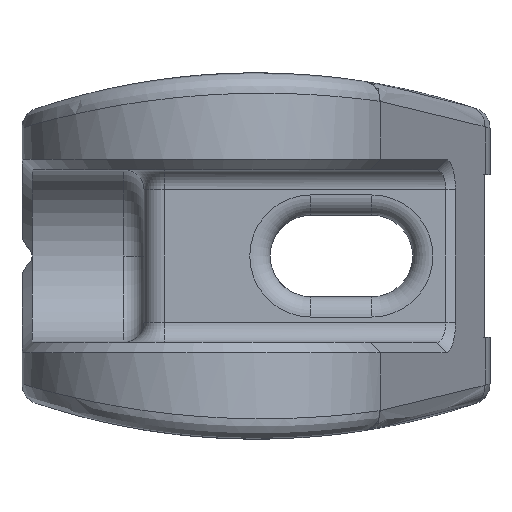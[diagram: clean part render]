
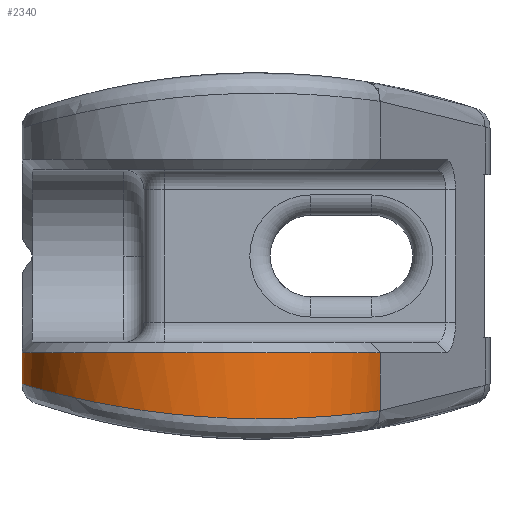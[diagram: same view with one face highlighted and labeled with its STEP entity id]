
A CAD part, front view. The second image highlights one B-rep face of the part: STEP entity #2340.
In plain terms, the highlighted cylindrical face has radius 9 mm (diameter 18 mm), a partial arc.
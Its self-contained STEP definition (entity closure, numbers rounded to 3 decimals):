
#112 = ORIENTED_EDGE ( 'NONE', *, *, #8165, .F. ) ;
#158 = EDGE_LOOP ( 'NONE', ( #112, #2709, #5292, #2591 ) ) ;
#162 = EDGE_CURVE ( 'NONE', #4898, #3907, #4652, .T. ) ;
#387 = CARTESIAN_POINT ( 'NONE',  ( -14.978, -26.27, 2.046 ) ) ;
#507 = DIRECTION ( 'NONE',  ( 0., 0., -1. ) ) ;
#878 = CARTESIAN_POINT ( 'NONE',  ( -16.748, -23.642, 2.495 ) ) ;
#1179 = CARTESIAN_POINT ( 'NONE',  ( -3.283, -27.353, 1.067 ) ) ;
#1222 = CARTESIAN_POINT ( 'NONE',  ( -1.534, -25.705, 1.206 ) ) ;
#1318 = AXIS2_PLACEMENT_3D ( 'NONE', #6601, #7173, #7966 ) ;
#1542 = CARTESIAN_POINT ( 'NONE',  ( -8.831, -29.01, 1.115 ) ) ;
#1676 = CARTESIAN_POINT ( 'NONE',  ( -17.5, -20., 2.712 ) ) ;
#1708 = CARTESIAN_POINT ( 'NONE',  ( -15.496, -25.668, 2.17 ) ) ;
#1752 = CARTESIAN_POINT ( 'NONE',  ( -4.672, -28.15, 1.012 ) ) ;
#1833 = CARTESIAN_POINT ( 'NONE',  ( -2.857, -27.032, 1.094 ) ) ;
#1987 = DIRECTION ( 'NONE',  ( 0., 0., -1. ) ) ;
#2332 = CARTESIAN_POINT ( 'NONE',  ( -17.11, -22.633, 2.598 ) ) ;
#2340 = ADVANCED_FACE ( 'NONE', ( #3204 ), #6007, .T. ) ;
#2374 = CARTESIAN_POINT ( 'NONE',  ( -17.028, -22.889, 2.574 ) ) ;
#2390 = VECTOR ( 'NONE', #1987, 1000. ) ;
#2417 = CARTESIAN_POINT ( 'NONE',  ( -16.116, -24.803, 2.326 ) ) ;
#2462 = CARTESIAN_POINT ( 'NONE',  ( -3.961, -27.776, 1.035 ) ) ;
#2506 = CARTESIAN_POINT ( 'NONE',  ( -0.759, -24.623, 1.291 ) ) ;
#2591 = ORIENTED_EDGE ( 'NONE', *, *, #3182, .T. ) ;
#2623 = CARTESIAN_POINT ( 'NONE',  ( 0.1, -22.653, 18. ) ) ;
#2709 = ORIENTED_EDGE ( 'NONE', *, *, #6048, .T. ) ;
#2893 = CARTESIAN_POINT ( 'NONE',  ( 0.1, -22.653, 4.25 ) ) ;
#2916 = CARTESIAN_POINT ( 'NONE',  ( -12.417, -28.12, 1.543 ) ) ;
#2998 = CARTESIAN_POINT ( 'NONE',  ( -17.5, -20.54, 2.712 ) ) ;
#3011 = CIRCLE ( 'NONE', #1318, 9. ) ;
#3151 = CARTESIAN_POINT ( 'NONE',  ( -17.5, -20., 4.25 ) ) ;
#3182 = EDGE_CURVE ( 'NONE', #3907, #3892, #8325, .T. ) ;
#3191 = CARTESIAN_POINT ( 'NONE',  ( -17.5, -20., 18. ) ) ;
#3204 = FACE_OUTER_BOUND ( 'NONE', #158, .T. ) ;
#3218 = CARTESIAN_POINT ( 'NONE',  ( -0.263, -23.666, 1.353 ) ) ;
#3261 = CARTESIAN_POINT ( 'NONE',  ( -0.059, -23.169, 1.38 ) ) ;
#3297 = CARTESIAN_POINT ( 'NONE',  ( -8.5, -20., 18. ) ) ;
#3579 = CARTESIAN_POINT ( 'NONE',  ( -11.936, -28.335, 1.467 ) ) ;
#3746 = CARTESIAN_POINT ( 'NONE',  ( -10.934, -28.681, 1.328 ) ) ;
#3786 = CARTESIAN_POINT ( 'NONE',  ( -6.178, -28.712, 1. ) ) ;
#3892 = VERTEX_POINT ( 'NONE', #6430 ) ;
#3907 = VERTEX_POINT ( 'NONE', #1676 ) ;
#4031 = VECTOR ( 'NONE', #507, 1000. ) ;
#4369 = CARTESIAN_POINT ( 'NONE',  ( -15.971, -25.025, 2.288 ) ) ;
#4413 = CARTESIAN_POINT ( 'NONE',  ( -14.601, -26.637, 1.961 ) ) ;
#4652 = LINE ( 'NONE', #3191, #2390 ) ;
#4720 = VERTEX_POINT ( 'NONE', #2893 ) ;
#4898 = VERTEX_POINT ( 'NONE', #3151 ) ;
#5113 = CARTESIAN_POINT ( 'NONE',  ( -13.34, -27.606, 1.705 ) ) ;
#5292 = ORIENTED_EDGE ( 'NONE', *, *, #162, .T. ) ;
#5617 = CARTESIAN_POINT ( 'NONE',  ( -7.223, -28.925, 1.025 ) ) ;
#5702 = CARTESIAN_POINT ( 'NONE',  ( -17.452, -21.072, 2.697 ) ) ;
#5784 = CARTESIAN_POINT ( 'NONE',  ( -9.36, -28.975, 1.158 ) ) ;
#5880 = CARTESIAN_POINT ( 'NONE',  ( -5.667, -28.559, 0.997 ) ) ;
#5913 = DIRECTION ( 'NONE',  ( 0., 0., -1. ) ) ;
#5968 = CARTESIAN_POINT ( 'NONE',  ( -4.919, -28.261, 1.006 ) ) ;
#6007 = CYLINDRICAL_SURFACE ( 'NONE', #7517, 9. ) ;
#6048 = EDGE_CURVE ( 'NONE', #4720, #4898, #3011, .T. ) ;
#6292 = CARTESIAN_POINT ( 'NONE',  ( -7.763, -28.986, 1.048 ) ) ;
#6430 = CARTESIAN_POINT ( 'NONE',  ( 0.1, -22.653, 1.403 ) ) ;
#6458 = CARTESIAN_POINT ( 'NONE',  ( -10.41, -28.811, 1.264 ) ) ;
#6499 = CARTESIAN_POINT ( 'NONE',  ( -1.705, -25.908, 1.19 ) ) ;
#6596 = CARTESIAN_POINT ( 'NONE',  ( -1.047, -25.073, 1.257 ) ) ;
#6601 = CARTESIAN_POINT ( 'NONE',  ( -8.5, -20., 4.25 ) ) ;
#6712 = LINE ( 'NONE', #2623, #4031 ) ;
#7125 = CARTESIAN_POINT ( 'NONE',  ( -13.784, -27.304, 1.791 ) ) ;
#7173 = DIRECTION ( 'NONE',  ( 0., 0., -1. ) ) ;
#7343 = CARTESIAN_POINT ( 'NONE',  ( -2.068, -26.301, 1.157 ) ) ;
#7517 = AXIS2_PLACEMENT_3D ( 'NONE', #3297, #5913, #8742 ) ;
#7702 = CARTESIAN_POINT ( 'NONE',  ( -17.31, -21.858, 2.656 ) ) ;
#7744 = CARTESIAN_POINT ( 'NONE',  ( -16.519, -24.12, 2.432 ) ) ;
#7786 = CARTESIAN_POINT ( 'NONE',  ( -15.661, -25.458, 2.21 ) ) ;
#7873 = CARTESIAN_POINT ( 'NONE',  ( -2.259, -26.491, 1.14 ) ) ;
#7966 = DIRECTION ( 'NONE',  ( -1., 0., 0. ) ) ;
#8165 = EDGE_CURVE ( 'NONE', #4720, #3892, #6712, .T. ) ;
#8325 = B_SPLINE_CURVE_WITH_KNOTS ( 'NONE', 3,
 ( #8448, #2998, #5702, #7702, #8408, #2332, #2374, #878, #7744, #2417, #4369, #7786, #1708, #387, #4413, #7125, #5113, #2916, #3579, #3746, #6458, #5784, #1542, #6292, #5617, #3786, #5880, #5968, #1752, #8581, #2462, #1179, #1833, #7873, #7343, #6499, #1222, #6596, #2506, #3218, #3261, #8669 ),
 .UNSPECIFIED., .F., .F.,
 ( 4, 2, 2, 2, 2, 2, 2, 2, 2, 2, 2, 2, 2, 2, 2, 2, 2, 2, 2, 2, 4 ),
 ( 0., 0.002, 0.002, 0.003, 0.005, 0.006, 0.006, 0.008, 0.01, 0.011, 0.013, 0.014, 0.016, 0.018, 0.018, 0.019, 0.021, 0.022, 0.022, 0.024, 0.026 ),
 .UNSPECIFIED. ) ;
#8408 = CARTESIAN_POINT ( 'NONE',  ( -17.251, -22.117, 2.638 ) ) ;
#8448 = CARTESIAN_POINT ( 'NONE',  ( -17.5, -20., 2.712 ) ) ;
#8581 = CARTESIAN_POINT ( 'NONE',  ( -4.193, -27.907, 1.026 ) ) ;
#8669 = CARTESIAN_POINT ( 'NONE',  ( 0.1, -22.653, 1.403 ) ) ;
#8742 = DIRECTION ( 'NONE',  ( -1., 0., 0. ) ) ;
